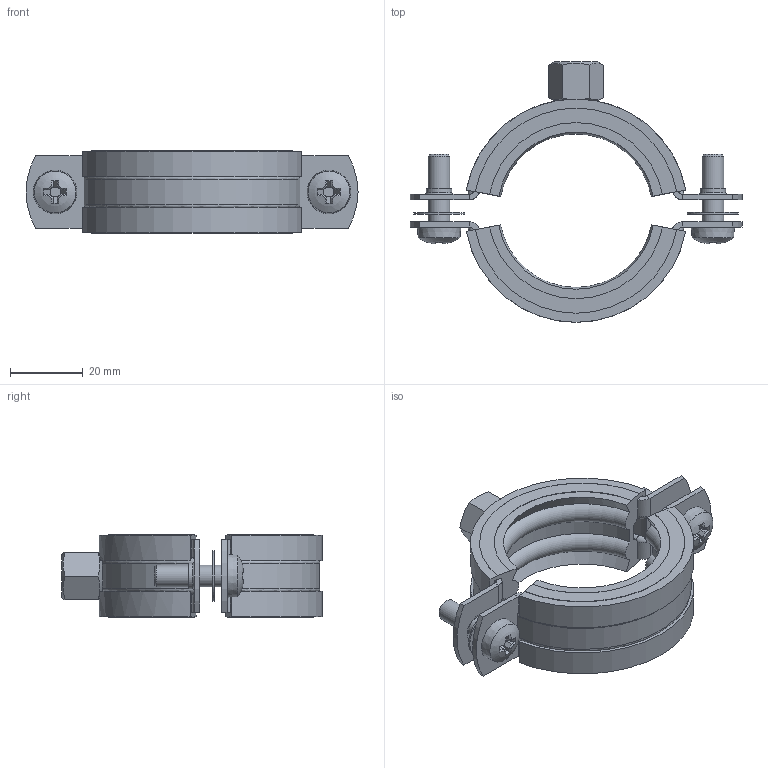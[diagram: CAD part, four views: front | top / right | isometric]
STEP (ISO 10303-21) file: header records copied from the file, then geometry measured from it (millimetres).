
FILE_DESCRIPTION((''),'2;1');
FILE_NAME('127790.stp','2010-12-02T09:59:41',('DMK009'),(''),'Autodesk Inventor 2011','Autodesk Inventor 2011','');
FILE_SCHEMA(('AUTOMOTIVE_DESIGN { 1 0 10303 214 1 1 1 1 }'));
Length unit declared in the file: millimetre
Products named in the file (1): 127790
Bounding box: 91.3 x 71.7 x 22.7 mm (x, y, z)
Volume: 27780.1 mm3; surface area: 23374.9 mm2
Topology: 1 solids, 1 shells, 256 faces, 692 edges, 442 vertices
Faces by surface type: plane 113, cylinder 72, cone 37, torus 30, sphere 4
Full cylindrical faces by diameter (mm): 5.5 x2, 6 x6, 6.5 x2, 6.647 x1, 7 x2, 14 x2
Entity records: 8274 total; most frequent: CARTESIAN_POINT 1774, DIRECTION 1396, ORIENTED_EDGE 1300, EDGE_CURVE 650, AXIS2_PLACEMENT_3D 569, VERTEX_POINT 432, EDGE_LOOP 306, CIRCLE 304
